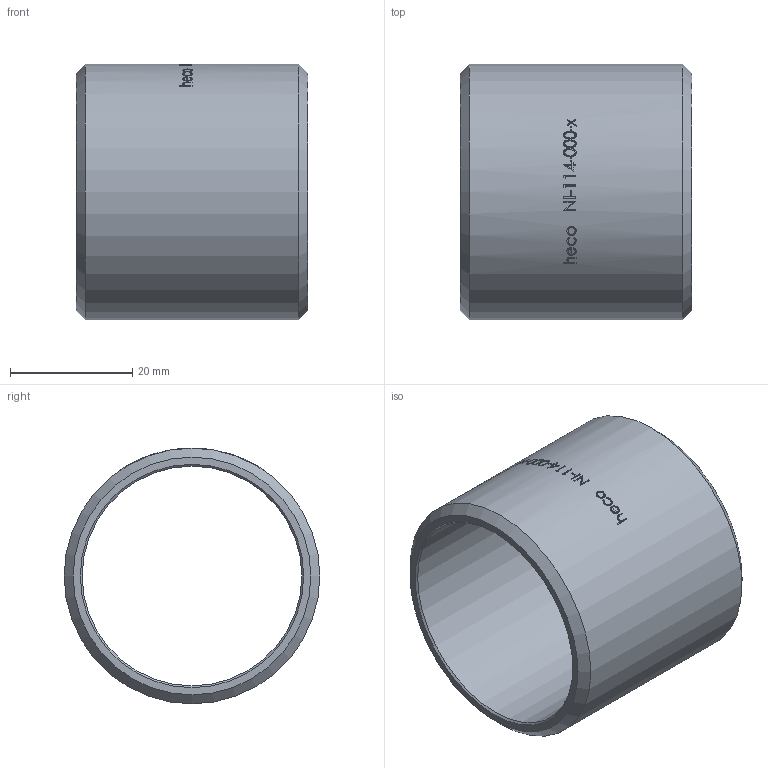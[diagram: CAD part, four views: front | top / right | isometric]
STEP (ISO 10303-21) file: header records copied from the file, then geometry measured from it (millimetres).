
FILE_DESCRIPTION (( 'STEP AP214' ), '1' );
FILE_NAME ('NI-114-000-x Rohrnippel heco 1805.STEP', '2019-11-11T08:51:43', ( '' ), ( '' ), 'SwSTEP 2.0', 'SolidWorks 2016', '' );
FILE_SCHEMA (( 'AUTOMOTIVE_DESIGN' ));
Length unit declared in the file: millimetre
Products named in the file (1): NI-114-000-x Rohrnippel heco 1805
Bounding box: 38 x 41.91 x 41.91 mm (x, y, z)
Volume: 13451 mm3; surface area: 9754.9 mm2
Topology: 1 solids, 1 shells, 168 faces, 432 edges, 287 vertices
Faces by surface type: bspline 79, plane 61, cylinder 24, cone 4
Full cylindrical faces by diameter (mm): 36 x1, 41.91 x1
Entity records: 14825 total; most frequent: CARTESIAN_POINT 9681, ORIENTED_EDGE 844, DIRECTION 425, EDGE_CURVE 422, VERTEX_POINT 284, B_SPLINE_CURVE_WITH_KNOTS 251, EDGE_LOOP 198, FACE_OUTER_BOUND 170
